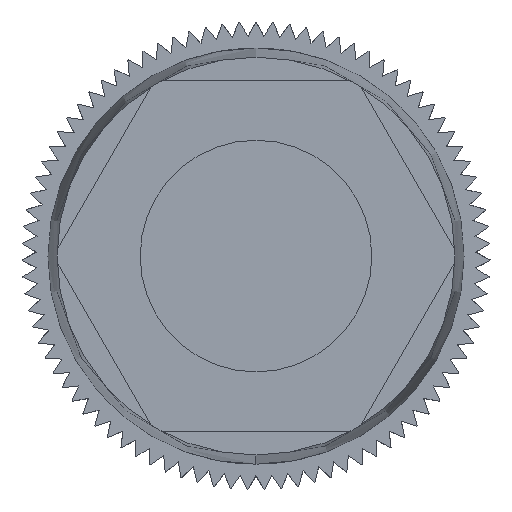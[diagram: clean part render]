
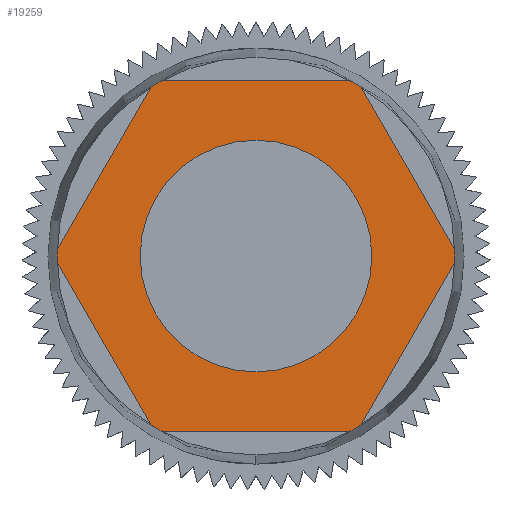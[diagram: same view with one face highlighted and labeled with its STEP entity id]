
A CAD part, front view. The second image highlights one B-rep face of the part: STEP entity #19259.
In plain terms, the highlighted planar face has unit normal (0, -1, 0).
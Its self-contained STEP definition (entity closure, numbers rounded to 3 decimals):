
#33 = FACE_BOUND ( 'NONE', #7168, .T. ) ;
#65 = ORIENTED_EDGE ( 'NONE', *, *, #3538, .T. ) ;
#215 = EDGE_CURVE ( 'NONE', #10102, #23892, #18832, .T. ) ;
#221 = VERTEX_POINT ( 'NONE', #830 ) ;
#689 = CIRCLE ( 'NONE', #18912, 8.5 ) ;
#770 = DIRECTION ( 'NONE',  ( -1., 0., 0. ) ) ;
#830 = CARTESIAN_POINT ( 'NONE',  ( -4., -60., 7.5 ) ) ;
#1054 = PLANE ( 'NONE',  #29994 ) ;
#1286 = CIRCLE ( 'NONE', #20974, 8.5 ) ;
#1528 = VECTOR ( 'NONE', #6313, 1000. ) ;
#1745 = AXIS2_PLACEMENT_3D ( 'NONE', #25805, #10020, #28488 ) ;
#1963 = VERTEX_POINT ( 'NONE', #19943 ) ;
#2066 = EDGE_CURVE ( 'NONE', #26518, #3946, #2442, .T. ) ;
#2442 = CIRCLE ( 'NONE', #1745, 8.5 ) ;
#3065 = ORIENTED_EDGE ( 'NONE', *, *, #17316, .F. ) ;
#3536 = DIRECTION ( 'NONE',  ( 0., -1., 0. ) ) ;
#3538 = EDGE_CURVE ( 'NONE', #13633, #14352, #689, .T. ) ;
#3707 = LINE ( 'NONE', #7640, #23941 ) ;
#3735 = DIRECTION ( 'NONE',  ( 0., 1., 0. ) ) ;
#3793 = CARTESIAN_POINT ( 'NONE',  ( 0., -60., 0. ) ) ;
#3858 = EDGE_CURVE ( 'NONE', #8337, #7204, #32593, .T. ) ;
#3946 = VERTEX_POINT ( 'NONE', #13669 ) ;
#3996 = ORIENTED_EDGE ( 'NONE', *, *, #2066, .T. ) ;
#4141 = CARTESIAN_POINT ( 'NONE',  ( -8.495, -60., -0.286 ) ) ;
#5661 = VERTEX_POINT ( 'NONE', #32910 ) ;
#5759 = AXIS2_PLACEMENT_3D ( 'NONE', #19388, #3536, #22037 ) ;
#6105 = CARTESIAN_POINT ( 'NONE',  ( 0., -60., 0. ) ) ;
#6313 = DIRECTION ( 'NONE',  ( -0.5, 0., -0.866 ) ) ;
#6501 = DIRECTION ( 'NONE',  ( 0., 0., 1. ) ) ;
#6567 = EDGE_CURVE ( 'NONE', #221, #23892, #30659, .T. ) ;
#6973 = CIRCLE ( 'NONE', #5759, 4.95 ) ;
#7168 = EDGE_LOOP ( 'NONE', ( #3065, #21238 ) ) ;
#7204 = VERTEX_POINT ( 'NONE', #8964 ) ;
#7382 = DIRECTION ( 'NONE',  ( -0.5, 0., 0.866 ) ) ;
#7640 = CARTESIAN_POINT ( 'NONE',  ( 0., -60., 7.5 ) ) ;
#8000 = FACE_OUTER_BOUND ( 'NONE', #25360, .T. ) ;
#8014 = CARTESIAN_POINT ( 'NONE',  ( 0., -60., 4.95 ) ) ;
#8337 = VERTEX_POINT ( 'NONE', #8014 ) ;
#8794 = DIRECTION ( 'NONE',  ( 0., 0., 1. ) ) ;
#8964 = CARTESIAN_POINT ( 'NONE',  ( 0., -60., -4.95 ) ) ;
#9080 = EDGE_CURVE ( 'NONE', #29175, #14352, #21811, .T. ) ;
#10020 = DIRECTION ( 'NONE',  ( 0., -1., 0. ) ) ;
#10102 = VERTEX_POINT ( 'NONE', #32529 ) ;
#10145 = ORIENTED_EDGE ( 'NONE', *, *, #21441, .T. ) ;
#10265 = CARTESIAN_POINT ( 'NONE',  ( 0., -60., 0. ) ) ;
#10273 = VERTEX_POINT ( 'NONE', #4141 ) ;
#10614 = ORIENTED_EDGE ( 'NONE', *, *, #23261, .T. ) ;
#10778 = DIRECTION ( 'NONE',  ( 0., -1., 0. ) ) ;
#10812 = LINE ( 'NONE', #11336, #24008 ) ;
#10885 = ORIENTED_EDGE ( 'NONE', *, *, #28598, .F. ) ;
#11068 = DIRECTION ( 'NONE',  ( 0., -1., 0. ) ) ;
#11336 = CARTESIAN_POINT ( 'NONE',  ( 0., -60., -7.5 ) ) ;
#11484 = VERTEX_POINT ( 'NONE', #12959 ) ;
#11961 = CARTESIAN_POINT ( 'NONE',  ( 6.495, -60., 3.75 ) ) ;
#12277 = CARTESIAN_POINT ( 'NONE',  ( 0., -60., 0. ) ) ;
#12922 = DIRECTION ( 'NONE',  ( 0., 0., 1. ) ) ;
#12959 = CARTESIAN_POINT ( 'NONE',  ( 4.495, -60., 7.214 ) ) ;
#13633 = VERTEX_POINT ( 'NONE', #26537 ) ;
#13669 = CARTESIAN_POINT ( 'NONE',  ( -4., -60., -7.5 ) ) ;
#14064 = EDGE_CURVE ( 'NONE', #26518, #10273, #22773, .T. ) ;
#14287 = CARTESIAN_POINT ( 'NONE',  ( 0., -60., 0. ) ) ;
#14352 = VERTEX_POINT ( 'NONE', #17300 ) ;
#14877 = EDGE_CURVE ( 'NONE', #11484, #5661, #20578, .T. ) ;
#14916 = DIRECTION ( 'NONE',  ( 0., 0., 1. ) ) ;
#16387 = ORIENTED_EDGE ( 'NONE', *, *, #14064, .F. ) ;
#17255 = DIRECTION ( 'NONE',  ( 0.5, 0., -0.866 ) ) ;
#17300 = CARTESIAN_POINT ( 'NONE',  ( 4.495, -60., -7.214 ) ) ;
#17316 = EDGE_CURVE ( 'NONE', #7204, #8337, #6973, .T. ) ;
#18832 = LINE ( 'NONE', #29909, #25827 ) ;
#18912 = AXIS2_PLACEMENT_3D ( 'NONE', #10265, #28721, #12922 ) ;
#19259 = ADVANCED_FACE ( 'NONE', ( #33, #8000 ), #1054, .F. ) ;
#19388 = CARTESIAN_POINT ( 'NONE',  ( 0., -60., 0. ) ) ;
#19943 = CARTESIAN_POINT ( 'NONE',  ( 4., -60., 7.5 ) ) ;
#20186 = ORIENTED_EDGE ( 'NONE', *, *, #14877, .F. ) ;
#20578 = LINE ( 'NONE', #11961, #26792 ) ;
#20974 = AXIS2_PLACEMENT_3D ( 'NONE', #26866, #11068, #29544 ) ;
#21109 = AXIS2_PLACEMENT_3D ( 'NONE', #26584, #10778, #29258 ) ;
#21238 = ORIENTED_EDGE ( 'NONE', *, *, #3858, .F. ) ;
#21391 = AXIS2_PLACEMENT_3D ( 'NONE', #12277, #30750, #14916 ) ;
#21441 = EDGE_CURVE ( 'NONE', #11484, #1963, #27441, .T. ) ;
#21789 = DIRECTION ( 'NONE',  ( 0.5, 0., 0.866 ) ) ;
#21811 = LINE ( 'NONE', #22122, #1528 ) ;
#21872 = ORIENTED_EDGE ( 'NONE', *, *, #215, .F. ) ;
#22037 = DIRECTION ( 'NONE',  ( 0., 0., -1. ) ) ;
#22122 = CARTESIAN_POINT ( 'NONE',  ( 6.495, -60., -3.75 ) ) ;
#22236 = DIRECTION ( 'NONE',  ( 0., 0., 1. ) ) ;
#22298 = DIRECTION ( 'NONE',  ( 0., -1., 0. ) ) ;
#22671 = EDGE_CURVE ( 'NONE', #10102, #10273, #1286, .T. ) ;
#22773 = LINE ( 'NONE', #28490, #28987 ) ;
#23261 = EDGE_CURVE ( 'NONE', #29175, #5661, #26872, .T. ) ;
#23382 = DIRECTION ( 'NONE',  ( 1., 0., 0. ) ) ;
#23727 = ORIENTED_EDGE ( 'NONE', *, *, #6567, .T. ) ;
#23892 = VERTEX_POINT ( 'NONE', #27063 ) ;
#23941 = VECTOR ( 'NONE', #23382, 1000. ) ;
#24008 = VECTOR ( 'NONE', #770, 1000. ) ;
#24166 = CARTESIAN_POINT ( 'NONE',  ( 8.495, -60., -0.286 ) ) ;
#24526 = ORIENTED_EDGE ( 'NONE', *, *, #9080, .F. ) ;
#24534 = DIRECTION ( 'NONE',  ( 0., -1., 0. ) ) ;
#25224 = AXIS2_PLACEMENT_3D ( 'NONE', #3793, #22298, #6501 ) ;
#25360 = EDGE_LOOP ( 'NONE', ( #21872, #29422, #16387, #3996, #29723, #65, #24526, #10614, #20186, #10145, #10885, #23727 ) ) ;
#25805 = CARTESIAN_POINT ( 'NONE',  ( 0., -60., 0. ) ) ;
#25827 = VECTOR ( 'NONE', #21789, 1000. ) ;
#26518 = VERTEX_POINT ( 'NONE', #34223 ) ;
#26537 = CARTESIAN_POINT ( 'NONE',  ( 4., -60., -7.5 ) ) ;
#26584 = CARTESIAN_POINT ( 'NONE',  ( 0., -60., 0. ) ) ;
#26792 = VECTOR ( 'NONE', #17255, 1000. ) ;
#26866 = CARTESIAN_POINT ( 'NONE',  ( 0., -60., 0. ) ) ;
#26872 = CIRCLE ( 'NONE', #31467, 8.5 ) ;
#27063 = CARTESIAN_POINT ( 'NONE',  ( -4.495, -60., 7.214 ) ) ;
#27441 = CIRCLE ( 'NONE', #21391, 8.5 ) ;
#27817 = EDGE_CURVE ( 'NONE', #13633, #3946, #10812, .T. ) ;
#28488 = DIRECTION ( 'NONE',  ( 0., 0., 1. ) ) ;
#28490 = CARTESIAN_POINT ( 'NONE',  ( -6.495, -60., -3.75 ) ) ;
#28598 = EDGE_CURVE ( 'NONE', #221, #1963, #3707, .T. ) ;
#28721 = DIRECTION ( 'NONE',  ( 0., -1., 0. ) ) ;
#28987 = VECTOR ( 'NONE', #7382, 1000. ) ;
#29175 = VERTEX_POINT ( 'NONE', #24166 ) ;
#29258 = DIRECTION ( 'NONE',  ( 0., 0., -1. ) ) ;
#29422 = ORIENTED_EDGE ( 'NONE', *, *, #22671, .T. ) ;
#29544 = DIRECTION ( 'NONE',  ( 0., 0., 1. ) ) ;
#29723 = ORIENTED_EDGE ( 'NONE', *, *, #27817, .F. ) ;
#29909 = CARTESIAN_POINT ( 'NONE',  ( -6.495, -60., 3.75 ) ) ;
#29994 = AXIS2_PLACEMENT_3D ( 'NONE', #14287, #3735, #22236 ) ;
#30659 = CIRCLE ( 'NONE', #25224, 8.5 ) ;
#30750 = DIRECTION ( 'NONE',  ( 0., -1., 0. ) ) ;
#31467 = AXIS2_PLACEMENT_3D ( 'NONE', #6105, #24534, #8794 ) ;
#32529 = CARTESIAN_POINT ( 'NONE',  ( -8.495, -60., 0.286 ) ) ;
#32593 = CIRCLE ( 'NONE', #21109, 4.95 ) ;
#32910 = CARTESIAN_POINT ( 'NONE',  ( 8.495, -60., 0.286 ) ) ;
#34223 = CARTESIAN_POINT ( 'NONE',  ( -4.495, -60., -7.214 ) ) ;
